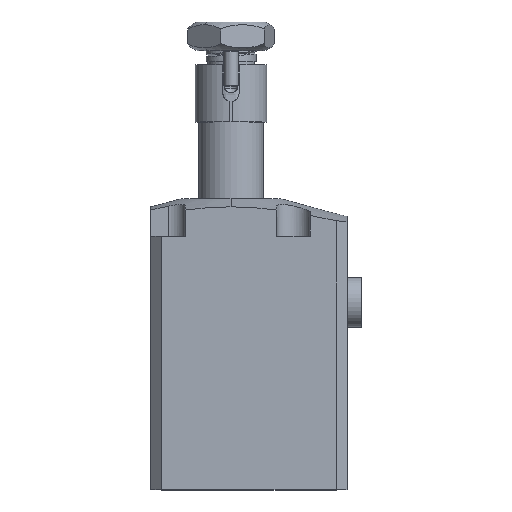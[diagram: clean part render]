
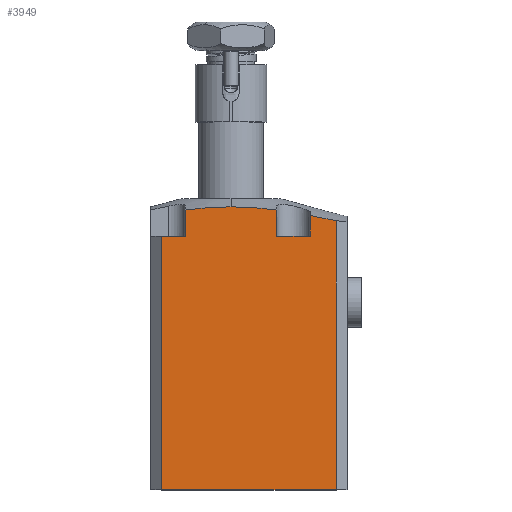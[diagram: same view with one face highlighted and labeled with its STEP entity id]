
A CAD part, top view. The second image highlights one B-rep face of the part: STEP entity #3949.
In plain terms, the highlighted planar face has unit normal (0, 0, 1).
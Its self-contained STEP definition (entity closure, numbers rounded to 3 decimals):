
#30 = CARTESIAN_POINT ( 'NONE',  ( 12.75, -74.014, 22.5 ) ) ;
#57 = ORIENTED_EDGE ( 'NONE', *, *, #3709, .T. ) ;
#76 = EDGE_CURVE ( 'NONE', #3558, #479, #2071, .T. ) ;
#111 = CARTESIAN_POINT ( 'NONE',  ( -12.75, -81.335, 22.5 ) ) ;
#159 = VECTOR ( 'NONE', #6159, 1000. ) ;
#231 = LINE ( 'NONE', #4228, #2138 ) ;
#296 = ORIENTED_EDGE ( 'NONE', *, *, #2119, .T. ) ;
#304 = ORIENTED_EDGE ( 'NONE', *, *, #2781, .F. ) ;
#376 = CARTESIAN_POINT ( 'NONE',  ( 24.674, -76.02, 22.5 ) ) ;
#474 = DIRECTION ( 'NONE',  ( -1., 0., 0. ) ) ;
#479 = VERTEX_POINT ( 'NONE', #3873 ) ;
#608 = B_SPLINE_CURVE_WITH_KNOTS ( 'NONE', 3,
 ( #4185, #6091, #5162, #2263, #1744, #2237 ),
 .UNSPECIFIED., .F., .F.,
 ( 4, 2, 4 ),
 ( 0.132, 0.138, 0.144 ),
 .UNSPECIFIED. ) ;
#630 = DIRECTION ( 'NONE',  ( 0., 1., 0. ) ) ;
#633 = CARTESIAN_POINT ( 'NONE',  ( 2.119, -73.113, 22.5 ) ) ;
#698 = VERTEX_POINT ( 'NONE', #111 ) ;
#723 = ORIENTED_EDGE ( 'NONE', *, *, #2246, .T. ) ;
#946 = LINE ( 'NONE', #5189, #159 ) ;
#975 = CARTESIAN_POINT ( 'NONE',  ( -19.5, -81.335, 22.5 ) ) ;
#1136 = B_SPLINE_CURVE_WITH_KNOTS ( 'NONE', 3,
 ( #30, #3933, #2477, #3603, #2588, #4011, #633, #3045 ),
 .UNSPECIFIED., .F., .F.,
 ( 4, 2, 2, 4 ),
 ( 0.119, 0.122, 0.125, 0.132 ),
 .UNSPECIFIED. ) ;
#1301 = EDGE_CURVE ( 'NONE', #479, #5191, #3060, .T. ) ;
#1333 = DIRECTION ( 'NONE',  ( 0., 0., 1. ) ) ;
#1334 = CARTESIAN_POINT ( 'NONE',  ( 22.25, -81.335, 22.5 ) ) ;
#1349 = EDGE_CURVE ( 'NONE', #1858, #5702, #1136, .T. ) ;
#1397 = VERTEX_POINT ( 'NONE', #1334 ) ;
#1411 = CARTESIAN_POINT ( 'NONE',  ( 27.09, -76.512, 22.5 ) ) ;
#1726 = DIRECTION ( 'NONE',  ( 0., 1., 0. ) ) ;
#1744 = CARTESIAN_POINT ( 'NONE',  ( -10.63, -73.734, 22.5 ) ) ;
#1769 = ORIENTED_EDGE ( 'NONE', *, *, #76, .T. ) ;
#1839 = VECTOR ( 'NONE', #5886, 1000. ) ;
#1858 = VERTEX_POINT ( 'NONE', #3859 ) ;
#1859 = CARTESIAN_POINT ( 'NONE',  ( -22.5, -152.335, 22.5 ) ) ;
#2051 = EDGE_CURVE ( 'NONE', #1858, #3028, #231, .T. ) ;
#2064 = CARTESIAN_POINT ( 'NONE',  ( 29.5, -152.335, 22.5 ) ) ;
#2071 = LINE ( 'NONE', #2064, #4539 ) ;
#2119 = EDGE_CURVE ( 'NONE', #5702, #5400, #608, .T. ) ;
#2138 = VECTOR ( 'NONE', #3193, 1000. ) ;
#2191 = VERTEX_POINT ( 'NONE', #975 ) ;
#2237 = CARTESIAN_POINT ( 'NONE',  ( -12.75, -74.014, 22.5 ) ) ;
#2246 = EDGE_CURVE ( 'NONE', #698, #2191, #5355, .T. ) ;
#2263 = CARTESIAN_POINT ( 'NONE',  ( -8.508, -73.506, 22.5 ) ) ;
#2283 = EDGE_CURVE ( 'NONE', #2191, #3846, #3289, .T. ) ;
#2314 = PLANE ( 'NONE',  #4311 ) ;
#2339 = CARTESIAN_POINT ( 'NONE',  ( 22.25, -152.335, 22.5 ) ) ;
#2415 = LINE ( 'NONE', #2339, #3550 ) ;
#2477 = CARTESIAN_POINT ( 'NONE',  ( 10.623, -73.746, 22.5 ) ) ;
#2480 = CARTESIAN_POINT ( 'NONE',  ( -19.5, -152.335, 22.5 ) ) ;
#2588 = CARTESIAN_POINT ( 'NONE',  ( 7.431, -73.427, 22.5 ) ) ;
#2772 = CARTESIAN_POINT ( 'NONE',  ( 0., -73.113, 22.5 ) ) ;
#2781 = EDGE_CURVE ( 'NONE', #698, #5400, #3536, .T. ) ;
#2966 = CARTESIAN_POINT ( 'NONE',  ( -12.75, -74.014, 22.5 ) ) ;
#2998 = ORIENTED_EDGE ( 'NONE', *, *, #1301, .T. ) ;
#3028 = VERTEX_POINT ( 'NONE', #3365 ) ;
#3045 = CARTESIAN_POINT ( 'NONE',  ( 0., -73.113, 22.5 ) ) ;
#3060 = B_SPLINE_CURVE_WITH_KNOTS ( 'NONE', 3,
 ( #5236, #1411, #376, #4792 ),
 .UNSPECIFIED., .F., .F.,
 ( 4, 4 ),
 ( 0.102, 0.109 ),
 .UNSPECIFIED. ) ;
#3072 = VECTOR ( 'NONE', #1726, 1000. ) ;
#3193 = DIRECTION ( 'NONE',  ( 0., -1., 0. ) ) ;
#3274 = ORIENTED_EDGE ( 'NONE', *, *, #2283, .T. ) ;
#3289 = LINE ( 'NONE', #2480, #1839 ) ;
#3365 = CARTESIAN_POINT ( 'NONE',  ( 12.75, -81.335, 22.5 ) ) ;
#3536 = LINE ( 'NONE', #4659, #3072 ) ;
#3550 = VECTOR ( 'NONE', #5287, 1000. ) ;
#3558 = VERTEX_POINT ( 'NONE', #4119 ) ;
#3603 = CARTESIAN_POINT ( 'NONE',  ( 8.494, -73.523, 22.5 ) ) ;
#3626 = VECTOR ( 'NONE', #474, 1000. ) ;
#3709 = EDGE_CURVE ( 'NONE', #3846, #3558, #946, .T. ) ;
#3776 = DIRECTION ( 'NONE',  ( 1., 0., 0. ) ) ;
#3846 = VERTEX_POINT ( 'NONE', #4714 ) ;
#3859 = CARTESIAN_POINT ( 'NONE',  ( 12.75, -74.014, 22.5 ) ) ;
#3873 = CARTESIAN_POINT ( 'NONE',  ( 29.5, -77.025, 22.5 ) ) ;
#3933 = CARTESIAN_POINT ( 'NONE',  ( 11.689, -73.874, 22.5 ) ) ;
#3949 = ADVANCED_FACE ( 'NONE', ( #4181 ), #2314, .T. ) ;
#4011 = CARTESIAN_POINT ( 'NONE',  ( 4.242, -73.195, 22.5 ) ) ;
#4119 = CARTESIAN_POINT ( 'NONE',  ( 29.5, -152.335, 22.5 ) ) ;
#4181 = FACE_OUTER_BOUND ( 'NONE', #5490, .T. ) ;
#4185 = CARTESIAN_POINT ( 'NONE',  ( 0., -73.113, 22.5 ) ) ;
#4228 = CARTESIAN_POINT ( 'NONE',  ( 12.75, -152.335, 22.5 ) ) ;
#4311 = AXIS2_PLACEMENT_3D ( 'NONE', #1859, #1333, #3776 ) ;
#4432 = ORIENTED_EDGE ( 'NONE', *, *, #5853, .F. ) ;
#4539 = VECTOR ( 'NONE', #630, 1000. ) ;
#4590 = ORIENTED_EDGE ( 'NONE', *, *, #1349, .T. ) ;
#4659 = CARTESIAN_POINT ( 'NONE',  ( -12.75, -152.335, 22.5 ) ) ;
#4714 = CARTESIAN_POINT ( 'NONE',  ( -19.5, -152.335, 22.5 ) ) ;
#4792 = CARTESIAN_POINT ( 'NONE',  ( 22.25, -75.563, 22.5 ) ) ;
#4794 = CARTESIAN_POINT ( 'NONE',  ( -22.5, -81.335, 22.5 ) ) ;
#4916 = CARTESIAN_POINT ( 'NONE',  ( -22.5, -81.335, 22.5 ) ) ;
#5162 = CARTESIAN_POINT ( 'NONE',  ( -4.259, -73.196, 22.5 ) ) ;
#5189 = CARTESIAN_POINT ( 'NONE',  ( -22.5, -152.335, 22.5 ) ) ;
#5191 = VERTEX_POINT ( 'NONE', #6002 ) ;
#5236 = CARTESIAN_POINT ( 'NONE',  ( 29.5, -77.025, 22.5 ) ) ;
#5287 = DIRECTION ( 'NONE',  ( 0., 1., 0. ) ) ;
#5318 = EDGE_CURVE ( 'NONE', #1397, #3028, #6201, .T. ) ;
#5355 = LINE ( 'NONE', #4916, #5497 ) ;
#5364 = DIRECTION ( 'NONE',  ( -1., 0., 0. ) ) ;
#5400 = VERTEX_POINT ( 'NONE', #2966 ) ;
#5490 = EDGE_LOOP ( 'NONE', ( #57, #1769, #2998, #4432, #5567, #5688, #4590, #296, #304, #723, #3274 ) ) ;
#5497 = VECTOR ( 'NONE', #5364, 1000. ) ;
#5567 = ORIENTED_EDGE ( 'NONE', *, *, #5318, .T. ) ;
#5688 = ORIENTED_EDGE ( 'NONE', *, *, #2051, .F. ) ;
#5702 = VERTEX_POINT ( 'NONE', #2772 ) ;
#5853 = EDGE_CURVE ( 'NONE', #1397, #5191, #2415, .T. ) ;
#5886 = DIRECTION ( 'NONE',  ( 0., -1., 0. ) ) ;
#6002 = CARTESIAN_POINT ( 'NONE',  ( 22.25, -75.563, 22.5 ) ) ;
#6091 = CARTESIAN_POINT ( 'NONE',  ( -2.131, -73.113, 22.5 ) ) ;
#6159 = DIRECTION ( 'NONE',  ( 1., 0., 0. ) ) ;
#6201 = LINE ( 'NONE', #4794, #3626 ) ;
